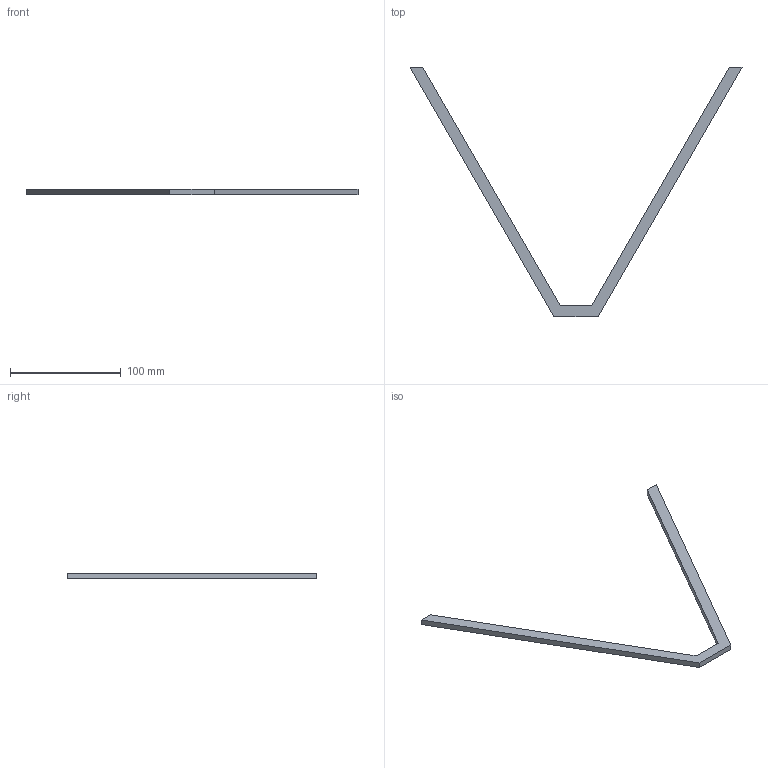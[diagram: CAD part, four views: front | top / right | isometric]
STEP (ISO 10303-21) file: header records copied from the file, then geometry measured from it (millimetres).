
FILE_DESCRIPTION(/* description */ (''),/* implementation_level */ '2;1');
FILE_NAME(/* name */ 'Braccetto.stp',/* time_stamp */ '2021-05-06T09:33:52+02:00',/* author */ ('andre'),/* organization */ (''),/* preprocessor_version */ 'ST-DEVELOPER v18.1',/* originating_system */ 'Autodesk Inventor 2021',/* authorisation */ '');
FILE_SCHEMA (('AUTOMOTIVE_DESIGN { 1 0 10303 214 3 1 1 }'));
Length unit declared in the file: millimetre
Products named in the file (1): Braccetto
Bounding box: 300 x 225.17 x 5 mm (x, y, z)
Volume: 27134 mm3; surface area: 16395.9 mm2
Topology: 1 solids, 1 shells, 10 faces, 25 edges, 18 vertices
Faces by surface type: plane 10
Entity records: 343 total; most frequent: CARTESIAN_POINT 53, ORIENTED_EDGE 48, DIRECTION 46, LINE 24, VECTOR 24, EDGE_CURVE 24, VERTEX_POINT 16, AXIS2_PLACEMENT_3D 11
